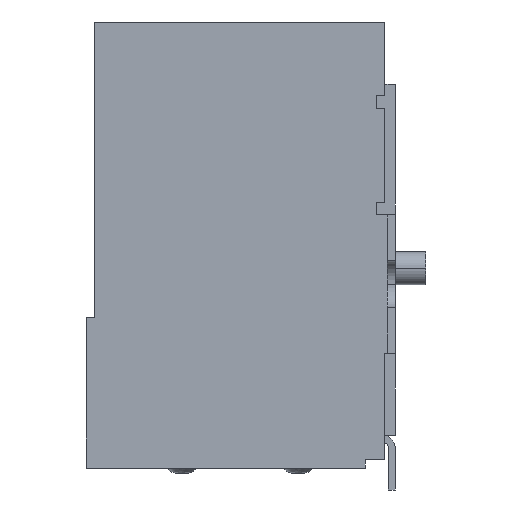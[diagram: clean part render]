
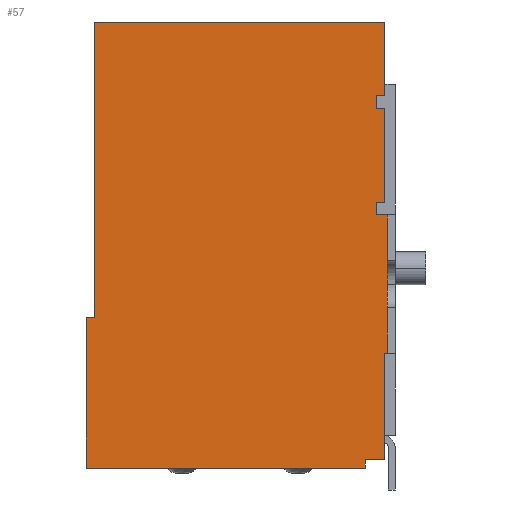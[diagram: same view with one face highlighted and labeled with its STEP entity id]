
A CAD part, left-side view. The second image highlights one B-rep face of the part: STEP entity #57.
In plain terms, the highlighted planar face has unit normal (-1, 0, 0).
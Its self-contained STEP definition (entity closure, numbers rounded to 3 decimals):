
#57=ADVANCED_FACE('',(#371),#372,.T.);
#371=FACE_OUTER_BOUND('',#994,.T.);
#372=PLANE('',#995);
#994=EDGE_LOOP('',(#1825,#1826,#1827,#1828,#1829,#1830,#1831,#1832,#1833,#1834,#1835,#1836,#1837,#1838,#1839,#1840,#1841,#1842));
#995=AXIS2_PLACEMENT_3D('',#1843,#1844,#1845);
#1825=ORIENTED_EDGE('',*,*,#4321,.F.);
#1826=ORIENTED_EDGE('',*,*,#4322,.T.);
#1827=ORIENTED_EDGE('',*,*,#4323,.T.);
#1828=ORIENTED_EDGE('',*,*,#4324,.T.);
#1829=ORIENTED_EDGE('',*,*,#4325,.F.);
#1830=ORIENTED_EDGE('',*,*,#4326,.T.);
#1831=ORIENTED_EDGE('',*,*,#4327,.T.);
#1832=ORIENTED_EDGE('',*,*,#4328,.F.);
#1833=ORIENTED_EDGE('',*,*,#4329,.F.);
#1834=ORIENTED_EDGE('',*,*,#4330,.F.);
#1835=ORIENTED_EDGE('',*,*,#4331,.F.);
#1836=ORIENTED_EDGE('',*,*,#4293,.F.);
#1837=ORIENTED_EDGE('',*,*,#4315,.T.);
#1838=ORIENTED_EDGE('',*,*,#4320,.F.);
#1839=ORIENTED_EDGE('',*,*,#4332,.F.);
#1840=ORIENTED_EDGE('',*,*,#4333,.F.);
#1841=ORIENTED_EDGE('',*,*,#4334,.F.);
#1842=ORIENTED_EDGE('',*,*,#4335,.T.);
#1843=CARTESIAN_POINT('',(-6.02,5.31,0.0));
#1844=DIRECTION('',(-1.0,0.0,0.0));
#1845=DIRECTION('',(0.0,0.0,1.0));
#4293=EDGE_CURVE('',#5145,#5146,#5147,.T.);
#4315=EDGE_CURVE('',#5145,#5189,#5190,.T.);
#4320=EDGE_CURVE('',#5196,#5189,#5198,.T.);
#4321=EDGE_CURVE('',#5199,#5200,#5201,.T.);
#4322=EDGE_CURVE('',#5199,#5202,#5203,.T.);
#4323=EDGE_CURVE('',#5202,#5204,#5205,.T.);
#4324=EDGE_CURVE('',#5204,#5206,#5207,.T.);
#4325=EDGE_CURVE('',#5208,#5206,#5209,.T.);
#4326=EDGE_CURVE('',#5208,#5210,#5211,.T.);
#4327=EDGE_CURVE('',#5210,#5212,#5213,.T.);
#4328=EDGE_CURVE('',#5214,#5212,#5215,.T.);
#4329=EDGE_CURVE('',#5216,#5214,#5217,.T.);
#4330=EDGE_CURVE('',#5218,#5216,#5219,.T.);
#4331=EDGE_CURVE('',#5146,#5218,#5220,.T.);
#4332=EDGE_CURVE('',#5221,#5196,#5222,.T.);
#4333=EDGE_CURVE('',#5223,#5221,#5224,.T.);
#4334=EDGE_CURVE('',#5225,#5223,#5226,.T.);
#4335=EDGE_CURVE('',#5225,#5200,#5227,.T.);
#5145=VERTEX_POINT('',#6523);
#5146=VERTEX_POINT('',#6524);
#5147=LINE('',#6525,#6526);
#5189=VERTEX_POINT('',#6589);
#5190=LINE('',#6590,#6591);
#5196=VERTEX_POINT('',#6600);
#5198=LINE('',#6603,#6604);
#5199=VERTEX_POINT('',#6605);
#5200=VERTEX_POINT('',#6606);
#5201=LINE('',#6607,#6608);
#5202=VERTEX_POINT('',#6609);
#5203=LINE('',#6610,#6611);
#5204=VERTEX_POINT('',#6612);
#5205=LINE('',#6613,#6614);
#5206=VERTEX_POINT('',#6615);
#5207=LINE('',#6616,#6617);
#5208=VERTEX_POINT('',#6618);
#5209=LINE('',#6619,#6620);
#5210=VERTEX_POINT('',#6621);
#5211=LINE('',#6622,#6623);
#5212=VERTEX_POINT('',#6624);
#5213=LINE('',#6625,#6626);
#5214=VERTEX_POINT('',#6627);
#5215=LINE('',#6628,#6629);
#5216=VERTEX_POINT('',#6630);
#5217=LINE('',#6631,#6632);
#5218=VERTEX_POINT('',#6633);
#5219=LINE('',#6634,#6635);
#5220=LINE('',#6636,#6637);
#5221=VERTEX_POINT('',#6638);
#5222=LINE('',#6639,#6640);
#5223=VERTEX_POINT('',#6641);
#5224=LINE('',#6642,#6643);
#5225=VERTEX_POINT('',#6644);
#5226=LINE('',#6645,#6646);
#5227=LINE('',#6647,#6648);
#6523=CARTESIAN_POINT('',(-6.02,5.31,0.0));
#6524=CARTESIAN_POINT('',(-6.02,-5.31,0.0));
#6525=CARTESIAN_POINT('',(-6.02,5.31,0.0));
#6526=VECTOR('',#8613,10.62);
#6589=CARTESIAN_POINT('',(-6.02,5.31,-10.8));
#6590=CARTESIAN_POINT('',(-6.02,5.31,0.0));
#6591=VECTOR('',#8635,10.8);
#6600=CARTESIAN_POINT('',(-6.02,5.61,-10.8));
#6603=CARTESIAN_POINT('',(-6.02,5.61,-10.8));
#6604=VECTOR('',#8640,0.3);
#6605=CARTESIAN_POINT('',(-6.02,-5.31,-12.11));
#6606=CARTESIAN_POINT('',(-6.02,-5.31,-16.0));
#6607=CARTESIAN_POINT('',(-6.02,-5.31,-12.11));
#6608=VECTOR('',#8641,3.89);
#6609=CARTESIAN_POINT('',(-6.02,-5.39,-12.11));
#6610=CARTESIAN_POINT('',(-6.02,-5.31,-12.11));
#6611=VECTOR('',#8642,0.08);
#6612=CARTESIAN_POINT('',(-6.02,-5.39,-7.05));
#6613=CARTESIAN_POINT('',(-6.02,-5.39,-12.11));
#6614=VECTOR('',#8643,5.06);
#6615=CARTESIAN_POINT('',(-6.02,-4.99,-7.05));
#6616=CARTESIAN_POINT('',(-6.02,-5.39,-7.05));
#6617=VECTOR('',#8644,0.4);
#6618=CARTESIAN_POINT('',(-6.02,-4.99,-6.6));
#6619=CARTESIAN_POINT('',(-6.02,-4.99,-6.6));
#6620=VECTOR('',#8645,0.45);
#6621=CARTESIAN_POINT('',(-6.02,-5.31,-6.6));
#6622=CARTESIAN_POINT('',(-6.02,-4.99,-6.6));
#6623=VECTOR('',#8646,0.32);
#6624=CARTESIAN_POINT('',(-6.02,-5.31,-3.15));
#6625=CARTESIAN_POINT('',(-6.02,-5.31,-6.6));
#6626=VECTOR('',#8647,3.45);
#6627=CARTESIAN_POINT('',(-6.02,-4.99,-3.15));
#6628=CARTESIAN_POINT('',(-6.02,-4.99,-3.15));
#6629=VECTOR('',#8648,0.32);
#6630=CARTESIAN_POINT('',(-6.02,-4.99,-2.7));
#6631=CARTESIAN_POINT('',(-6.02,-4.99,-2.7));
#6632=VECTOR('',#8649,0.45);
#6633=CARTESIAN_POINT('',(-6.02,-5.31,-2.7));
#6634=CARTESIAN_POINT('',(-6.02,-5.31,-2.7));
#6635=VECTOR('',#8650,0.32);
#6636=CARTESIAN_POINT('',(-6.02,-5.31,0.0));
#6637=VECTOR('',#8651,2.7);
#6638=CARTESIAN_POINT('',(-6.02,5.61,-16.3));
#6639=CARTESIAN_POINT('',(-6.02,5.61,-16.3));
#6640=VECTOR('',#8652,5.5);
#6641=CARTESIAN_POINT('',(-6.02,-4.59,-16.3));
#6642=CARTESIAN_POINT('',(-6.02,-4.59,-16.3));
#6643=VECTOR('',#8653,10.2);
#6644=CARTESIAN_POINT('',(-6.02,-4.59,-16.0));
#6645=CARTESIAN_POINT('',(-6.02,-4.59,-16.0));
#6646=VECTOR('',#8654,0.3);
#6647=CARTESIAN_POINT('',(-6.02,-4.59,-16.0));
#6648=VECTOR('',#8655,0.72);
#8613=DIRECTION('',(0.0,-1.0,0.0));
#8635=DIRECTION('',(0.0,0.0,-1.0));
#8640=DIRECTION('',(0.0,-1.0,0.0));
#8641=DIRECTION('',(0.0,0.0,-1.0));
#8642=DIRECTION('',(0.0,-1.0,0.0));
#8643=DIRECTION('',(0.0,0.0,1.0));
#8644=DIRECTION('',(0.0,1.0,0.0));
#8645=DIRECTION('',(0.0,0.0,-1.0));
#8646=DIRECTION('',(0.0,-1.0,0.0));
#8647=DIRECTION('',(0.0,0.0,1.0));
#8648=DIRECTION('',(0.0,-1.0,0.0));
#8649=DIRECTION('',(0.0,0.0,-1.0));
#8650=DIRECTION('',(0.0,1.0,0.0));
#8651=DIRECTION('',(0.0,0.0,-1.0));
#8652=DIRECTION('',(0.0,0.0,1.0));
#8653=DIRECTION('',(0.0,1.0,0.0));
#8654=DIRECTION('',(0.0,0.0,-1.0));
#8655=DIRECTION('',(0.0,-1.0,0.0));
